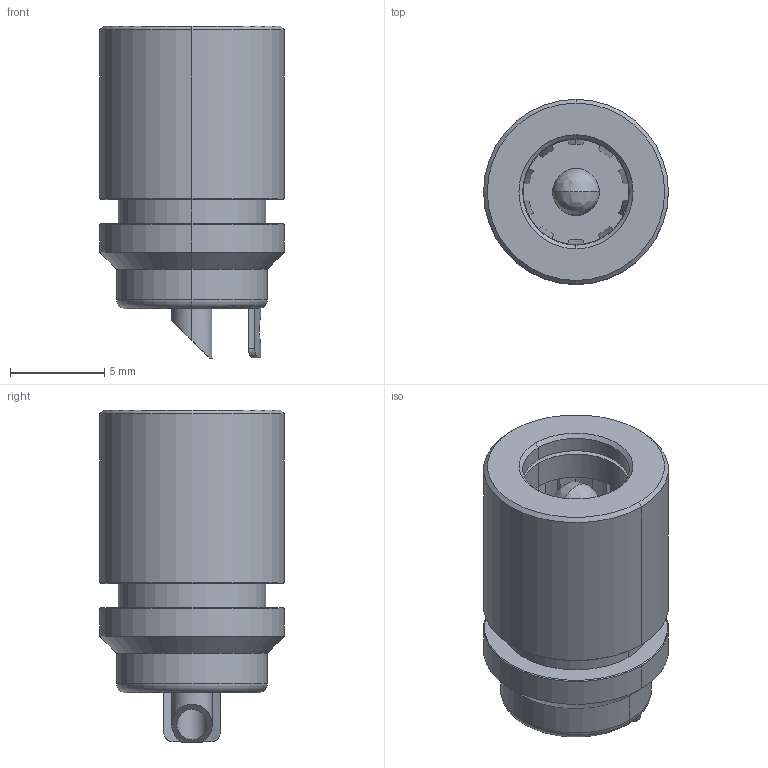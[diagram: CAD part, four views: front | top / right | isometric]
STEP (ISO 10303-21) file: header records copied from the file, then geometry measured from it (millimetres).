
FILE_DESCRIPTION (( 'STEP AP203' ), '1' );
FILE_NAME ('50-00534.STEP', '2016-05-18T23:25:39', ( 'Tensility' ), ( '' ), 'SwSTEP 2.0', 'SolidWorks 2015', '' );
FILE_SCHEMA (( 'CONFIG_CONTROL_DESIGN' ));
Length unit declared in the file: millimetre
Products named in the file (5): 50-00534; 50-00534 pin; 50-00534 insulator; 50-00534 contact; 50-00534_shell
Assembly tree (4 placements, depth 2):
  50-00534
    50-00534 pin
    50-00534 insulator
    50-00534 contact
    50-00534_shell
Bounding box: 9.8 x 9.8 x 17.6 mm (x, y, z)
Volume: 740.3 mm3; surface area: 1519.2 mm2
Topology: 4 solids, 4 shells, 168 faces, 412 edges, 237 vertices
Faces by surface type: plane 67, cylinder 50, bspline 31, cone 12, torus 8
Entity records: 6100 total; most frequent: CARTESIAN_POINT 1737, DIRECTION 829, ORIENTED_EDGE 820, EDGE_CURVE 410, AXIS2_PLACEMENT_3D 349, VERTEX_POINT 237, CIRCLE 205, EDGE_LOOP 183
